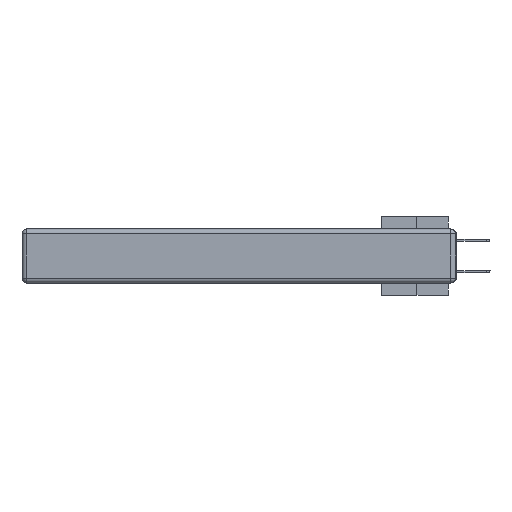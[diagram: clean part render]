
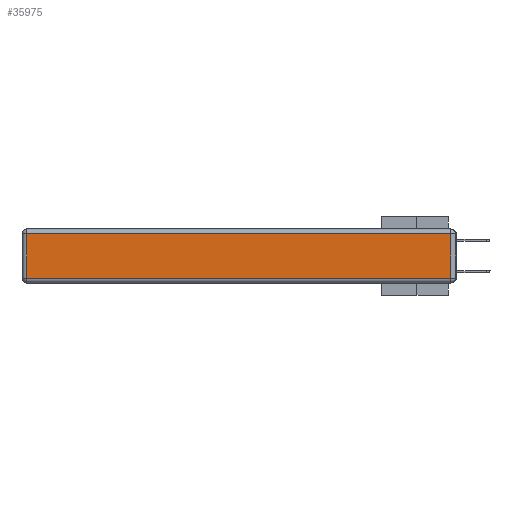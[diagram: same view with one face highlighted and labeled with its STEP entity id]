
A CAD part, left-side view. The second image highlights one B-rep face of the part: STEP entity #35975.
In plain terms, the highlighted planar face has unit normal (-1, 0, 0).
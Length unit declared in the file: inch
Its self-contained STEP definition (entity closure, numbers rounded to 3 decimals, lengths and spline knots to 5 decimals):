
#87 = VERTEX_POINT ( 'NONE', #7319 ) ;
#2246 = DIRECTION ( 'NONE',  ( 0., 1., 0. ) ) ;
#2427 = LINE ( 'NONE', #26195, #25559 ) ;
#4317 = VECTOR ( 'NONE', #39349, 39.37008 ) ;
#4370 = CARTESIAN_POINT ( 'NONE',  ( 0., 0., -0.313 ) ) ;
#5277 = VERTEX_POINT ( 'NONE', #39654 ) ;
#5865 = ORIENTED_EDGE ( 'NONE', *, *, #8079, .T. ) ;
#7319 = CARTESIAN_POINT ( 'NONE',  ( 0., 0.03, -0.313 ) ) ;
#8079 = EDGE_CURVE ( 'NONE', #39458, #87, #28480, .T. ) ;
#11427 = EDGE_CURVE ( 'NONE', #5277, #39458, #15602, .T. ) ;
#12646 = VECTOR ( 'NONE', #2246, 39.37008 ) ;
#13057 = VECTOR ( 'NONE', #17055, 39.37008 ) ;
#14091 = LINE ( 'NONE', #21600, #12646 ) ;
#15602 = LINE ( 'NONE', #36744, #13057 ) ;
#16768 = CARTESIAN_POINT ( 'NONE',  ( 0., 0.03, -0.03 ) ) ;
#16802 = ORIENTED_EDGE ( 'NONE', *, *, #32609, .T. ) ;
#17055 = DIRECTION ( 'NONE',  ( 0., 0., -1. ) ) ;
#17423 = CARTESIAN_POINT ( 'NONE',  ( 0., 0., -0.343 ) ) ;
#17675 = FACE_OUTER_BOUND ( 'NONE', #29529, .T. ) ;
#17722 = PLANE ( 'NONE',  #28118 ) ;
#20620 = EDGE_CURVE ( 'NONE', #32558, #5277, #14091, .T. ) ;
#21600 = CARTESIAN_POINT ( 'NONE',  ( 0., 2.75, -0.03 ) ) ;
#23572 = ORIENTED_EDGE ( 'NONE', *, *, #20620, .T. ) ;
#25559 = VECTOR ( 'NONE', #32506, 39.37008 ) ;
#26195 = CARTESIAN_POINT ( 'NONE',  ( 0., 0.03, -0.343 ) ) ;
#28118 = AXIS2_PLACEMENT_3D ( 'NONE', #17423, #39919, #40070 ) ;
#28480 = LINE ( 'NONE', #4370, #4317 ) ;
#29529 = EDGE_LOOP ( 'NONE', ( #5865, #16802, #23572, #35438 ) ) ;
#32506 = DIRECTION ( 'NONE',  ( 0., 0., 1. ) ) ;
#32558 = VERTEX_POINT ( 'NONE', #16768 ) ;
#32609 = EDGE_CURVE ( 'NONE', #87, #32558, #2427, .T. ) ;
#35438 = ORIENTED_EDGE ( 'NONE', *, *, #11427, .T. ) ;
#35975 = ADVANCED_FACE ( 'NONE', ( #17675 ), #17722, .T. ) ;
#36744 = CARTESIAN_POINT ( 'NONE',  ( 0., 2.72, -0.343 ) ) ;
#39246 = CARTESIAN_POINT ( 'NONE',  ( 0., 2.72, -0.313 ) ) ;
#39349 = DIRECTION ( 'NONE',  ( 0., -1., 0. ) ) ;
#39458 = VERTEX_POINT ( 'NONE', #39246 ) ;
#39654 = CARTESIAN_POINT ( 'NONE',  ( 0., 2.72, -0.03 ) ) ;
#39919 = DIRECTION ( 'NONE',  ( -1., 0., 0. ) ) ;
#40070 = DIRECTION ( 'NONE',  ( 0., 0., 1. ) ) ;
